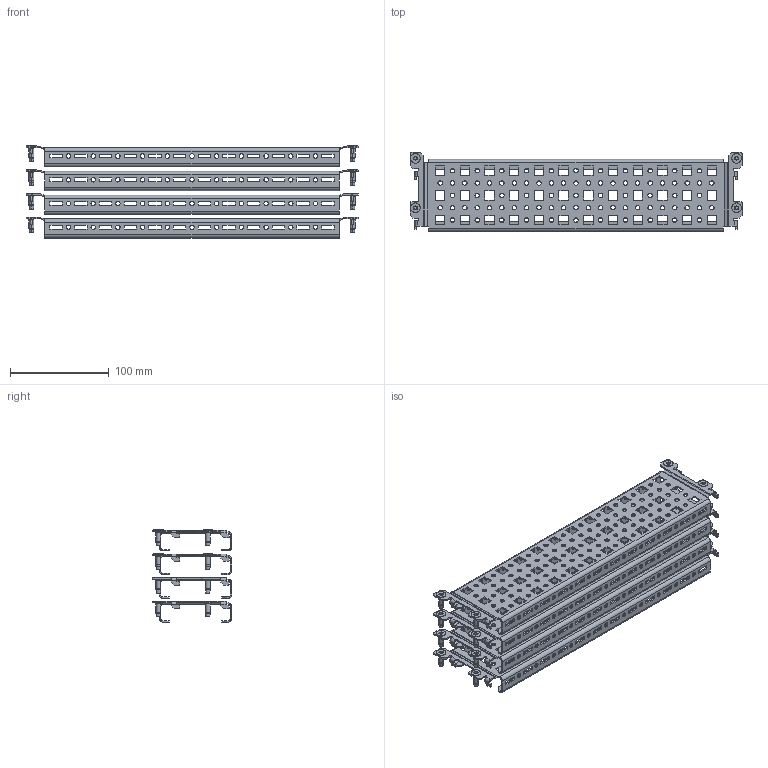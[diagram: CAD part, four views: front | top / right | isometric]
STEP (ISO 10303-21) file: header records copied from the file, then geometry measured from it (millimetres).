
FILE_DESCRIPTION (( 'STEP AP203' ), '1' );
FILE_NAME ('UR31200402373 Ïëàíêà ìîíòàæíàÿ ÍÌ 23õ73 RS52 00.40 (000.801.633).STEP', '2022-04-20T05:34:59', ( '' ), ( '' ), 'SwSTEP 2.0', 'SolidWorks 2017', '' );
FILE_SCHEMA (( 'CONFIG_CONTROL_DESIGN' ));
Length unit declared in the file: millimetre
Products named in the file (3): UR31200402373 Ïëàíêà ìîíòàæíàÿ ÍÌ 23õ73 RS52 00.40 (000.801.633); 025-296 Ïëàíêà ÍÌ 23õ73_00 (00.40); Âèíò DIN 7500 M TORX_Œ5å16
Assembly tree (20 placements, depth 2):
  UR31200402373 Ïëàíêà ìîíòàæíàÿ ÍÌ 23õ73 RS52 00.40 (000.801.633)
    025-296 Ïëàíêà ÍÌ 23õ73_00 (00.40)  x4
    Âèíò DIN 7500 M TORX_Œ5å16  x16
Bounding box: 336 x 80 x 93.3 mm (x, y, z)
Volume: 186210.4 mm3; surface area: 291061.9 mm2
Topology: 20 solids, 20 shells, 3184 faces, 8840 edges, 5712 vertices
Faces by surface type: cylinder 1520, plane 1504, cone 96, torus 64
Entity records: 22976 total; most frequent: DIRECTION 3833, CARTESIAN_POINT 3770, ORIENTED_EDGE 3742, EDGE_CURVE 1871, LINE 1283, VECTOR 1283, AXIS2_PLACEMENT_3D 1275, VERTEX_POINT 1212
